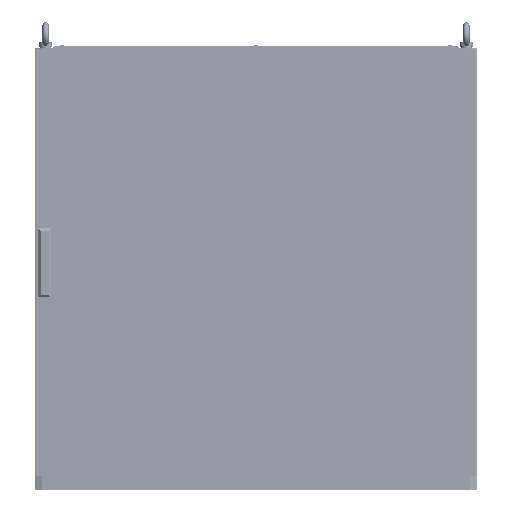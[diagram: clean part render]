
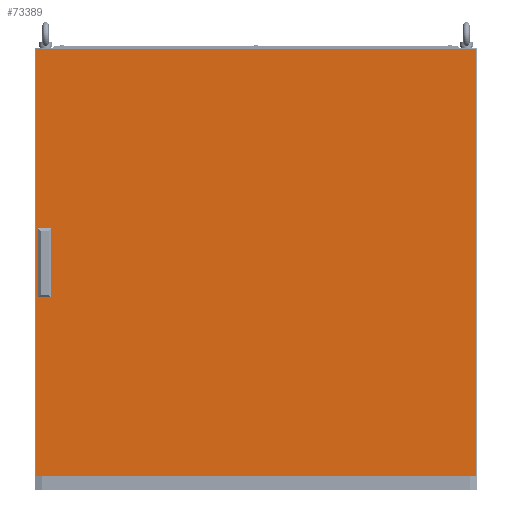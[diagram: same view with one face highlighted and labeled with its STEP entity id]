
A CAD part, top view. The second image highlights one B-rep face of the part: STEP entity #73389.
In plain terms, the highlighted planar face has unit normal (0, 0, 1).
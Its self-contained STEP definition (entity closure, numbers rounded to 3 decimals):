
#5359 = CARTESIAN_POINT ( 'NONE',  ( -465.7, 38.5, 0. ) ) ;
#10785 = VERTEX_POINT ( 'NONE', #56510 ) ;
#12842 = EDGE_CURVE ( 'NONE', #212129, #27656, #49863, .T. ) ;
#13663 = VECTOR ( 'NONE', #164254, 1000. ) ;
#14557 = CARTESIAN_POINT ( 'NONE',  ( -497., 497., 0. ) ) ;
#21053 = VECTOR ( 'NONE', #245076, 1000. ) ;
#22668 = DIRECTION ( 'NONE',  ( -1., 0., 0. ) ) ;
#25297 = DIRECTION ( 'NONE',  ( 0., -1., 0. ) ) ;
#27656 = VERTEX_POINT ( 'NONE', #89064 ) ;
#29403 = DIRECTION ( 'NONE',  ( 0., 1., 0. ) ) ;
#33377 = CARTESIAN_POINT ( 'NONE',  ( 497., -470., 0. ) ) ;
#34053 = DIRECTION ( 'NONE',  ( -1., 0., 0. ) ) ;
#36547 = CARTESIAN_POINT ( 'NONE',  ( -465.7, -61.5, 0. ) ) ;
#37079 = VERTEX_POINT ( 'NONE', #116494 ) ;
#38526 = EDGE_CURVE ( 'NONE', #10785, #37079, #99411, .T. ) ;
#42333 = EDGE_LOOP ( 'NONE', ( #147330, #100480, #185447, #155510 ) ) ;
#45280 = EDGE_CURVE ( 'NONE', #37079, #181114, #49682, .T. ) ;
#49682 = LINE ( 'NONE', #236960, #208289 ) ;
#49863 = LINE ( 'NONE', #130570, #234377 ) ;
#50622 = DIRECTION ( 'NONE',  ( -1., 0., 0. ) ) ;
#53182 = ORIENTED_EDGE ( 'NONE', *, *, #80271, .T. ) ;
#54082 = EDGE_CURVE ( 'NONE', #246535, #137476, #253728, .T. ) ;
#54277 = CARTESIAN_POINT ( 'NONE',  ( -465.7, -11.5, 0. ) ) ;
#56510 = CARTESIAN_POINT ( 'NONE',  ( -490.7, 88.5, 0. ) ) ;
#61560 = EDGE_CURVE ( 'NONE', #181114, #146693, #129024, .T. ) ;
#64877 = ORIENTED_EDGE ( 'NONE', *, *, #38526, .F. ) ;
#65753 = CARTESIAN_POINT ( 'NONE',  ( -465.7, -61.5, 0. ) ) ;
#69108 = PLANE ( 'NONE',  #213956 ) ;
#73389 = ADVANCED_FACE ( 'NONE', ( #133253, #241184, #110026 ), #69108, .T. ) ;
#80271 = EDGE_CURVE ( 'NONE', #228248, #246535, #201269, .T. ) ;
#87530 = LINE ( 'NONE', #65753, #240997 ) ;
#89064 = CARTESIAN_POINT ( 'NONE',  ( -490.7, -61.5, 0. ) ) ;
#89563 = DIRECTION ( 'NONE',  ( 0., 0., 1. ) ) ;
#97399 = VERTEX_POINT ( 'NONE', #14557 ) ;
#99411 = LINE ( 'NONE', #262212, #132811 ) ;
#100480 = ORIENTED_EDGE ( 'NONE', *, *, #236247, .F. ) ;
#101493 = EDGE_CURVE ( 'NONE', #218618, #128029, #116817, .T. ) ;
#102146 = DIRECTION ( 'NONE',  ( 0., 1., 0. ) ) ;
#110026 = FACE_OUTER_BOUND ( 'NONE', #202687, .T. ) ;
#115900 = DIRECTION ( 'NONE',  ( 0., -1., 0. ) ) ;
#116494 = CARTESIAN_POINT ( 'NONE',  ( -490.7, 38.5, 0. ) ) ;
#116817 = LINE ( 'NONE', #245238, #187534 ) ;
#119199 = EDGE_CURVE ( 'NONE', #146693, #10785, #241892, .T. ) ;
#122229 = CARTESIAN_POINT ( 'NONE',  ( -497., -470., 0. ) ) ;
#128029 = VERTEX_POINT ( 'NONE', #54277 ) ;
#129024 = LINE ( 'NONE', #170116, #255790 ) ;
#129293 = CARTESIAN_POINT ( 'NONE',  ( -497., 497., 0. ) ) ;
#130570 = CARTESIAN_POINT ( 'NONE',  ( -490.7, -61.5, 0. ) ) ;
#131771 = CARTESIAN_POINT ( 'NONE',  ( -465.7, 88.5, 0. ) ) ;
#132730 = CARTESIAN_POINT ( 'NONE',  ( -490.7, -11.5, 0. ) ) ;
#132811 = VECTOR ( 'NONE', #115900, 1000. ) ;
#133089 = DIRECTION ( 'NONE',  ( 1., 0., 0. ) ) ;
#133253 = FACE_BOUND ( 'NONE', #222166, .T. ) ;
#135480 = ORIENTED_EDGE ( 'NONE', *, *, #119199, .F. ) ;
#137476 = VERTEX_POINT ( 'NONE', #211999 ) ;
#142374 = CARTESIAN_POINT ( 'NONE',  ( -497., 497., 0. ) ) ;
#146693 = VERTEX_POINT ( 'NONE', #131771 ) ;
#147330 = ORIENTED_EDGE ( 'NONE', *, *, #12842, .F. ) ;
#149112 = DIRECTION ( 'NONE',  ( 1., 0., 0. ) ) ;
#155510 = ORIENTED_EDGE ( 'NONE', *, *, #267424, .F. ) ;
#159037 = CARTESIAN_POINT ( 'NONE',  ( -497., -470., 0. ) ) ;
#164254 = DIRECTION ( 'NONE',  ( 0., -1., 0. ) ) ;
#165500 = VECTOR ( 'NONE', #29403, 1000. ) ;
#169046 = LINE ( 'NONE', #129293, #186457 ) ;
#170116 = CARTESIAN_POINT ( 'NONE',  ( -465.7, 38.5, 0. ) ) ;
#173736 = LINE ( 'NONE', #233851, #212363 ) ;
#181114 = VERTEX_POINT ( 'NONE', #5359 ) ;
#184288 = EDGE_CURVE ( 'NONE', #137476, #97399, #169046, .T. ) ;
#185447 = ORIENTED_EDGE ( 'NONE', *, *, #101493, .F. ) ;
#186457 = VECTOR ( 'NONE', #22668, 1000. ) ;
#187479 = ORIENTED_EDGE ( 'NONE', *, *, #45280, .F. ) ;
#187534 = VECTOR ( 'NONE', #220629, 1000. ) ;
#192420 = VECTOR ( 'NONE', #34053, 1000. ) ;
#197392 = CARTESIAN_POINT ( 'NONE',  ( 0., 0., 0. ) ) ;
#201269 = LINE ( 'NONE', #159037, #21053 ) ;
#202687 = EDGE_LOOP ( 'NONE', ( #218622, #53182, #206139, #206460 ) ) ;
#203807 = LINE ( 'NONE', #142374, #13663 ) ;
#206139 = ORIENTED_EDGE ( 'NONE', *, *, #54082, .T. ) ;
#206460 = ORIENTED_EDGE ( 'NONE', *, *, #184288, .T. ) ;
#208289 = VECTOR ( 'NONE', #133089, 1000. ) ;
#211999 = CARTESIAN_POINT ( 'NONE',  ( 497., 497., 0. ) ) ;
#212129 = VERTEX_POINT ( 'NONE', #132730 ) ;
#212363 = VECTOR ( 'NONE', #50622, 1000. ) ;
#212644 = CARTESIAN_POINT ( 'NONE',  ( 497., 497., 0. ) ) ;
#213956 = AXIS2_PLACEMENT_3D ( 'NONE', #197392, #89563, #261791 ) ;
#218618 = VERTEX_POINT ( 'NONE', #36547 ) ;
#218622 = ORIENTED_EDGE ( 'NONE', *, *, #267253, .T. ) ;
#220629 = DIRECTION ( 'NONE',  ( 0., 1., 0. ) ) ;
#222166 = EDGE_LOOP ( 'NONE', ( #64877, #135480, #238439, #187479 ) ) ;
#228248 = VERTEX_POINT ( 'NONE', #122229 ) ;
#233851 = CARTESIAN_POINT ( 'NONE',  ( -465.7, -11.5, 0. ) ) ;
#234377 = VECTOR ( 'NONE', #25297, 1000. ) ;
#236247 = EDGE_CURVE ( 'NONE', #128029, #212129, #173736, .T. ) ;
#236960 = CARTESIAN_POINT ( 'NONE',  ( -465.7, 38.5, 0. ) ) ;
#238439 = ORIENTED_EDGE ( 'NONE', *, *, #61560, .F. ) ;
#240997 = VECTOR ( 'NONE', #149112, 1000. ) ;
#241184 = FACE_BOUND ( 'NONE', #42333, .T. ) ;
#241892 = LINE ( 'NONE', #265207, #192420 ) ;
#245076 = DIRECTION ( 'NONE',  ( 1., 0., 0. ) ) ;
#245238 = CARTESIAN_POINT ( 'NONE',  ( -465.7, -61.5, 0. ) ) ;
#246535 = VERTEX_POINT ( 'NONE', #33377 ) ;
#253728 = LINE ( 'NONE', #212644, #165500 ) ;
#255790 = VECTOR ( 'NONE', #102146, 1000. ) ;
#261791 = DIRECTION ( 'NONE',  ( 1., 0., 0. ) ) ;
#262212 = CARTESIAN_POINT ( 'NONE',  ( -490.7, 38.5, 0. ) ) ;
#265207 = CARTESIAN_POINT ( 'NONE',  ( -465.7, 88.5, 0. ) ) ;
#267253 = EDGE_CURVE ( 'NONE', #97399, #228248, #203807, .T. ) ;
#267424 = EDGE_CURVE ( 'NONE', #27656, #218618, #87530, .T. ) ;
